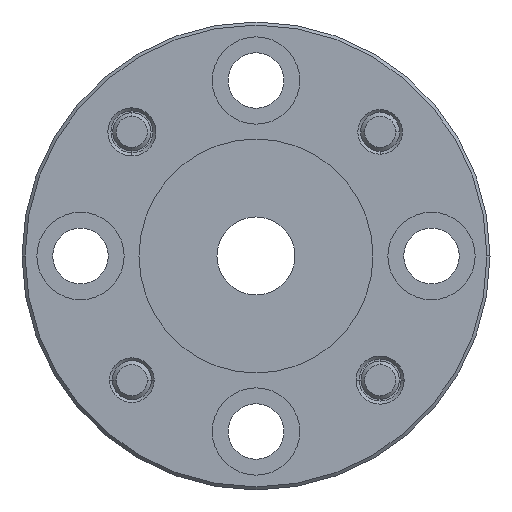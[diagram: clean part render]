
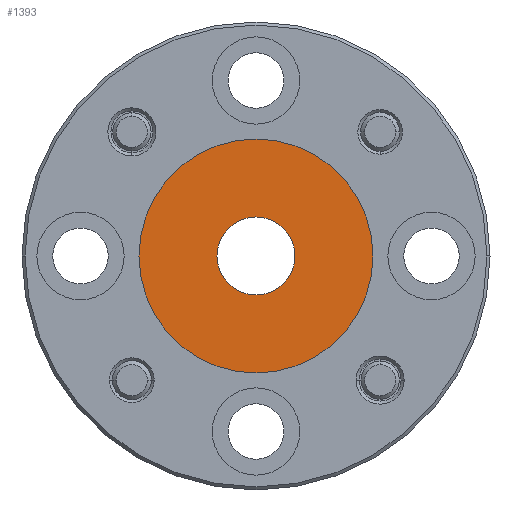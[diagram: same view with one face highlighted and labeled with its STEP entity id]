
A CAD part, left-side view. The second image highlights one B-rep face of the part: STEP entity #1393.
In plain terms, the highlighted planar face has unit normal (-1, 0, 0).
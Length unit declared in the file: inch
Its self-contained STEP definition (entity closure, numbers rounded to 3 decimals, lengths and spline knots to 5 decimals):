
#150 = CIRCLE ( 'NONE', #3093, 0.1875 ) ;
#181 = AXIS2_PLACEMENT_3D ( 'NONE', #1358, #1657, #421 ) ;
#250 = DIRECTION ( 'NONE',  ( 0., 0., -1. ) ) ;
#255 = DIRECTION ( 'NONE',  ( 0., 0., -1. ) ) ;
#421 = DIRECTION ( 'NONE',  ( 0., 0., -1. ) ) ;
#674 = CARTESIAN_POINT ( 'NONE',  ( 0., 0., -0.1875 ) ) ;
#717 = CIRCLE ( 'NONE', #181, 0.0625 ) ;
#863 = ORIENTED_EDGE ( 'NONE', *, *, #2434, .F. ) ;
#882 = DIRECTION ( 'NONE',  ( 1., 0., 0. ) ) ;
#907 = AXIS2_PLACEMENT_3D ( 'NONE', #3814, #1707, #2325 ) ;
#993 = CARTESIAN_POINT ( 'NONE',  ( 0., 0., 0.1875 ) ) ;
#1358 = CARTESIAN_POINT ( 'NONE',  ( 0., 0., 0. ) ) ;
#1393 = ADVANCED_FACE ( 'NONE', ( #2638, #1856 ), #2586, .T. ) ;
#1503 = EDGE_CURVE ( 'NONE', #1534, #1857, #2740, .T. ) ;
#1510 = CARTESIAN_POINT ( 'NONE',  ( 0., 0., 0. ) ) ;
#1518 = DIRECTION ( 'NONE',  ( 1., 0., 0. ) ) ;
#1534 = VERTEX_POINT ( 'NONE', #1879 ) ;
#1592 = EDGE_LOOP ( 'NONE', ( #3586, #3143 ) ) ;
#1657 = DIRECTION ( 'NONE',  ( 1., 0., 0. ) ) ;
#1691 = CARTESIAN_POINT ( 'NONE',  ( 0., 0., 0. ) ) ;
#1696 = CARTESIAN_POINT ( 'NONE',  ( 0., 0., -0.0625 ) ) ;
#1702 = AXIS2_PLACEMENT_3D ( 'NONE', #1510, #882, #255 ) ;
#1707 = DIRECTION ( 'NONE',  ( -1., 0., 0. ) ) ;
#1804 = ORIENTED_EDGE ( 'NONE', *, *, #2703, .F. ) ;
#1815 = CIRCLE ( 'NONE', #1702, 0.1875 ) ;
#1856 = FACE_BOUND ( 'NONE', #1592, .T. ) ;
#1857 = VERTEX_POINT ( 'NONE', #1696 ) ;
#1879 = CARTESIAN_POINT ( 'NONE',  ( 0., 0., 0.0625 ) ) ;
#1910 = VERTEX_POINT ( 'NONE', #993 ) ;
#1996 = DIRECTION ( 'NONE',  ( 0., 0., -1. ) ) ;
#2272 = AXIS2_PLACEMENT_3D ( 'NONE', #3319, #1518, #250 ) ;
#2302 = DIRECTION ( 'NONE',  ( 1., 0., 0. ) ) ;
#2325 = DIRECTION ( 'NONE',  ( 0., 0., 1. ) ) ;
#2434 = EDGE_CURVE ( 'NONE', #1910, #2564, #1815, .T. ) ;
#2564 = VERTEX_POINT ( 'NONE', #674 ) ;
#2586 = PLANE ( 'NONE',  #907 ) ;
#2638 = FACE_OUTER_BOUND ( 'NONE', #3364, .T. ) ;
#2703 = EDGE_CURVE ( 'NONE', #2564, #1910, #150, .T. ) ;
#2740 = CIRCLE ( 'NONE', #2272, 0.0625 ) ;
#3093 = AXIS2_PLACEMENT_3D ( 'NONE', #1691, #2302, #1996 ) ;
#3135 = EDGE_CURVE ( 'NONE', #1857, #1534, #717, .T. ) ;
#3143 = ORIENTED_EDGE ( 'NONE', *, *, #1503, .T. ) ;
#3319 = CARTESIAN_POINT ( 'NONE',  ( 0., 0., 0. ) ) ;
#3364 = EDGE_LOOP ( 'NONE', ( #1804, #863 ) ) ;
#3586 = ORIENTED_EDGE ( 'NONE', *, *, #3135, .T. ) ;
#3814 = CARTESIAN_POINT ( 'NONE',  ( 0., 0., 0. ) ) ;
